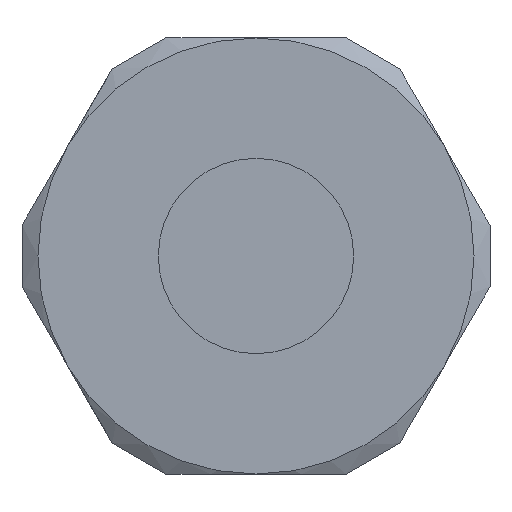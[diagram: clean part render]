
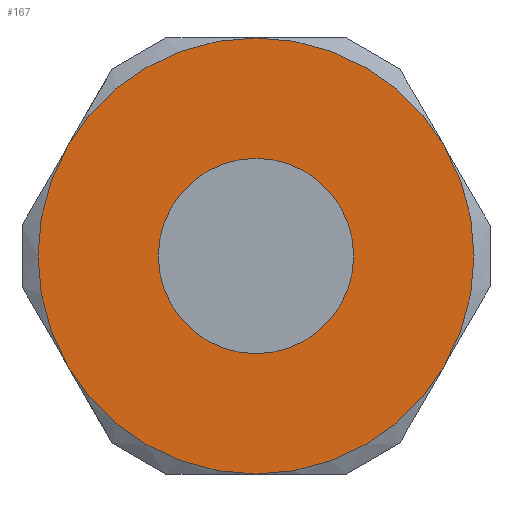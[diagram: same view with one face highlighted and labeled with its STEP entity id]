
A CAD part, left-side view. The second image highlights one B-rep face of the part: STEP entity #167.
In plain terms, the highlighted planar face has unit normal (-1, 0, 0).
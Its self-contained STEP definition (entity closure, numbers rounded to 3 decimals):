
#167 = ADVANCED_FACE( '', ( #335, #336 ), #337, .F. );
#335 = FACE_OUTER_BOUND( '', #515, .T. );
#336 = FACE_BOUND( '', #516, .T. );
#337 = PLANE( '', #517 );
#515 = EDGE_LOOP( '', ( #814, #815, #816, #817, #818, #819 ) );
#516 = EDGE_LOOP( '', ( #820 ) );
#517 = AXIS2_PLACEMENT_3D( '', #821, #822, #823 );
#814 = ORIENTED_EDGE( '', *, *, #1144, .F. );
#815 = ORIENTED_EDGE( '', *, *, #1123, .F. );
#816 = ORIENTED_EDGE( '', *, *, #1145, .F. );
#817 = ORIENTED_EDGE( '', *, *, #1038, .F. );
#818 = ORIENTED_EDGE( '', *, *, #1146, .F. );
#819 = ORIENTED_EDGE( '', *, *, #1120, .F. );
#820 = ORIENTED_EDGE( '', *, *, #1147, .T. );
#821 = CARTESIAN_POINT( '', ( 0., 0., 0. ) );
#822 = DIRECTION( '', ( 1., 0., 0. ) );
#823 = DIRECTION( '', ( 0., 0., -1. ) );
#1038 = EDGE_CURVE( '', #1206, #1207, #1208, .T. );
#1120 = EDGE_CURVE( '', #1253, #1342, #1343, .T. );
#1123 = EDGE_CURVE( '', #1346, #1347, #1348, .T. );
#1144 = EDGE_CURVE( '', #1347, #1253, #1374, .T. );
#1145 = EDGE_CURVE( '', #1207, #1346, #1375, .T. );
#1146 = EDGE_CURVE( '', #1342, #1206, #1376, .T. );
#1147 = EDGE_CURVE( '', #1377, #1377, #1378, .T. );
#1206 = VERTEX_POINT( '', #1468 );
#1207 = VERTEX_POINT( '', #1469 );
#1208 = CIRCLE( '', #1470, 20.5 );
#1253 = VERTEX_POINT( '', #1547 );
#1342 = VERTEX_POINT( '', #1750 );
#1343 = CIRCLE( '', #1751, 20.5 );
#1346 = VERTEX_POINT( '', #1761 );
#1347 = VERTEX_POINT( '', #1762 );
#1348 = CIRCLE( '', #1763, 20.5 );
#1374 = CIRCLE( '', #1841, 20.5 );
#1375 = CIRCLE( '', #1842, 20.5 );
#1376 = CIRCLE( '', #1843, 20.5 );
#1377 = VERTEX_POINT( '', #1844 );
#1378 = CIRCLE( '', #1845, 9.188 );
#1468 = CARTESIAN_POINT( '', ( 0., -17.754, 10.25 ) );
#1469 = CARTESIAN_POINT( '', ( 0., -17.754, -10.25 ) );
#1470 = AXIS2_PLACEMENT_3D( '', #2020, #2021, #2022 );
#1547 = CARTESIAN_POINT( '', ( 0., 17.754, 10.25 ) );
#1750 = CARTESIAN_POINT( '', ( 0., 0., 20.5 ) );
#1751 = AXIS2_PLACEMENT_3D( '', #2097, #2098, #2099 );
#1761 = CARTESIAN_POINT( '', ( 0., 0., -20.5 ) );
#1762 = CARTESIAN_POINT( '', ( 0., 17.754, -10.25 ) );
#1763 = AXIS2_PLACEMENT_3D( '', #2100, #2101, #2102 );
#1841 = AXIS2_PLACEMENT_3D( '', #2115, #2116, #2117 );
#1842 = AXIS2_PLACEMENT_3D( '', #2118, #2119, #2120 );
#1843 = AXIS2_PLACEMENT_3D( '', #2121, #2122, #2123 );
#1844 = CARTESIAN_POINT( '', ( 0., 0., -9.188 ) );
#1845 = AXIS2_PLACEMENT_3D( '', #2124, #2125, #2126 );
#2020 = CARTESIAN_POINT( '', ( 0., 0., 0. ) );
#2021 = DIRECTION( '', ( 1., 0., 0. ) );
#2022 = DIRECTION( '', ( 0., 0., -1. ) );
#2097 = CARTESIAN_POINT( '', ( 0., 0., 0. ) );
#2098 = DIRECTION( '', ( 1., 0., 0. ) );
#2099 = DIRECTION( '', ( 0., 0., -1. ) );
#2100 = CARTESIAN_POINT( '', ( 0., 0., 0. ) );
#2101 = DIRECTION( '', ( 1., 0., 0. ) );
#2102 = DIRECTION( '', ( 0., 0., -1. ) );
#2115 = CARTESIAN_POINT( '', ( 0., 0., 0. ) );
#2116 = DIRECTION( '', ( 1., 0., 0. ) );
#2117 = DIRECTION( '', ( 0., 0., -1. ) );
#2118 = CARTESIAN_POINT( '', ( 0., 0., 0. ) );
#2119 = DIRECTION( '', ( 1., 0., 0. ) );
#2120 = DIRECTION( '', ( 0., 0., -1. ) );
#2121 = CARTESIAN_POINT( '', ( 0., 0., 0. ) );
#2122 = DIRECTION( '', ( 1., 0., 0. ) );
#2123 = DIRECTION( '', ( 0., 0., -1. ) );
#2124 = CARTESIAN_POINT( '', ( 0., 0., 0. ) );
#2125 = DIRECTION( '', ( 1., 0., 0. ) );
#2126 = DIRECTION( '', ( 0., 0., -1. ) );
